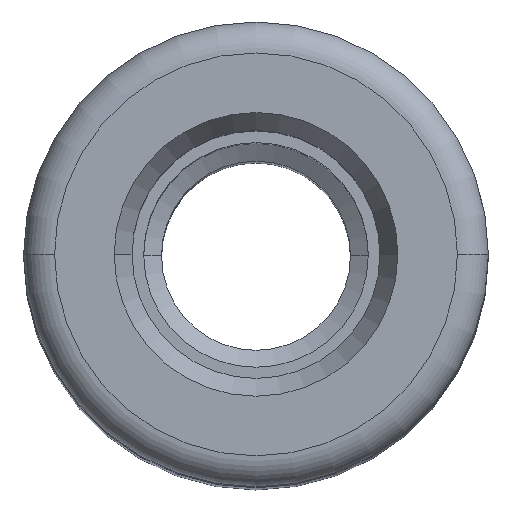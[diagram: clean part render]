
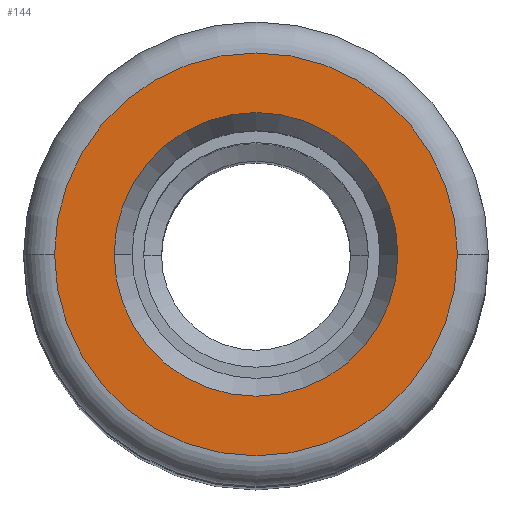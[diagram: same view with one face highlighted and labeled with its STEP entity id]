
A CAD part, top view. The second image highlights one B-rep face of the part: STEP entity #144.
In plain terms, the highlighted planar face has unit normal (0, 0, 1).
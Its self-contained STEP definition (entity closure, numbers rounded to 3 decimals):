
#12 = CARTESIAN_POINT ( 'NONE',  ( 0., 0., 120. ) ) ;
#30 = DIRECTION ( 'NONE',  ( 0., 0., 1. ) ) ;
#56 = DIRECTION ( 'NONE',  ( 1., 0., 0. ) ) ;
#80 = VERTEX_POINT ( 'NONE', #795 ) ;
#85 = ORIENTED_EDGE ( 'NONE', *, *, #356, .T. ) ;
#144 = ADVANCED_FACE ( 'NONE', ( #792, #378 ), #787, .T. ) ;
#150 = CIRCLE ( 'NONE', #220, 9.155 ) ;
#153 = ORIENTED_EDGE ( 'NONE', *, *, #869, .T. ) ;
#158 = DIRECTION ( 'NONE',  ( 0., 0., 1. ) ) ;
#167 = DIRECTION ( 'NONE',  ( 0., 0., 1. ) ) ;
#219 = AXIS2_PLACEMENT_3D ( 'NONE', #505, #167, #721 ) ;
#220 = AXIS2_PLACEMENT_3D ( 'NONE', #320, #803, #675 ) ;
#239 = AXIS2_PLACEMENT_3D ( 'NONE', #846, #30, #793 ) ;
#253 = VERTEX_POINT ( 'NONE', #473 ) ;
#317 = ORIENTED_EDGE ( 'NONE', *, *, #837, .T. ) ;
#320 = CARTESIAN_POINT ( 'NONE',  ( 0., 0., 120. ) ) ;
#322 = DIRECTION ( 'NONE',  ( 0., 0., -1. ) ) ;
#339 = EDGE_CURVE ( 'NONE', #253, #80, #385, .T. ) ;
#346 = EDGE_LOOP ( 'NONE', ( #85, #805 ) ) ;
#347 = DIRECTION ( 'NONE',  ( 1., 0., 0. ) ) ;
#354 = CARTESIAN_POINT ( 'NONE',  ( -13., 0., 120. ) ) ;
#356 = EDGE_CURVE ( 'NONE', #80, #253, #150, .T. ) ;
#378 = FACE_BOUND ( 'NONE', #346, .T. ) ;
#385 = CIRCLE ( 'NONE', #889, 9.155 ) ;
#386 = AXIS2_PLACEMENT_3D ( 'NONE', #12, #158, #347 ) ;
#392 = EDGE_LOOP ( 'NONE', ( #317, #153 ) ) ;
#394 = CARTESIAN_POINT ( 'NONE',  ( 0., 0., 120. ) ) ;
#473 = CARTESIAN_POINT ( 'NONE',  ( -9.155, 0., 120. ) ) ;
#505 = CARTESIAN_POINT ( 'NONE',  ( 0., 0., 120. ) ) ;
#537 = VERTEX_POINT ( 'NONE', #831 ) ;
#619 = CIRCLE ( 'NONE', #239, 13. ) ;
#675 = DIRECTION ( 'NONE',  ( 1., 0., 0. ) ) ;
#721 = DIRECTION ( 'NONE',  ( 1., 0., 0. ) ) ;
#781 = CIRCLE ( 'NONE', #386, 13. ) ;
#787 = PLANE ( 'NONE',  #219 ) ;
#792 = FACE_OUTER_BOUND ( 'NONE', #392, .T. ) ;
#793 = DIRECTION ( 'NONE',  ( 1., 0., 0. ) ) ;
#795 = CARTESIAN_POINT ( 'NONE',  ( 9.155, 0., 120. ) ) ;
#803 = DIRECTION ( 'NONE',  ( 0., 0., -1. ) ) ;
#805 = ORIENTED_EDGE ( 'NONE', *, *, #339, .T. ) ;
#831 = CARTESIAN_POINT ( 'NONE',  ( 13., 0., 120. ) ) ;
#837 = EDGE_CURVE ( 'NONE', #537, #845, #781, .T. ) ;
#845 = VERTEX_POINT ( 'NONE', #354 ) ;
#846 = CARTESIAN_POINT ( 'NONE',  ( 0., 0., 120. ) ) ;
#869 = EDGE_CURVE ( 'NONE', #845, #537, #619, .T. ) ;
#889 = AXIS2_PLACEMENT_3D ( 'NONE', #394, #322, #56 ) ;
